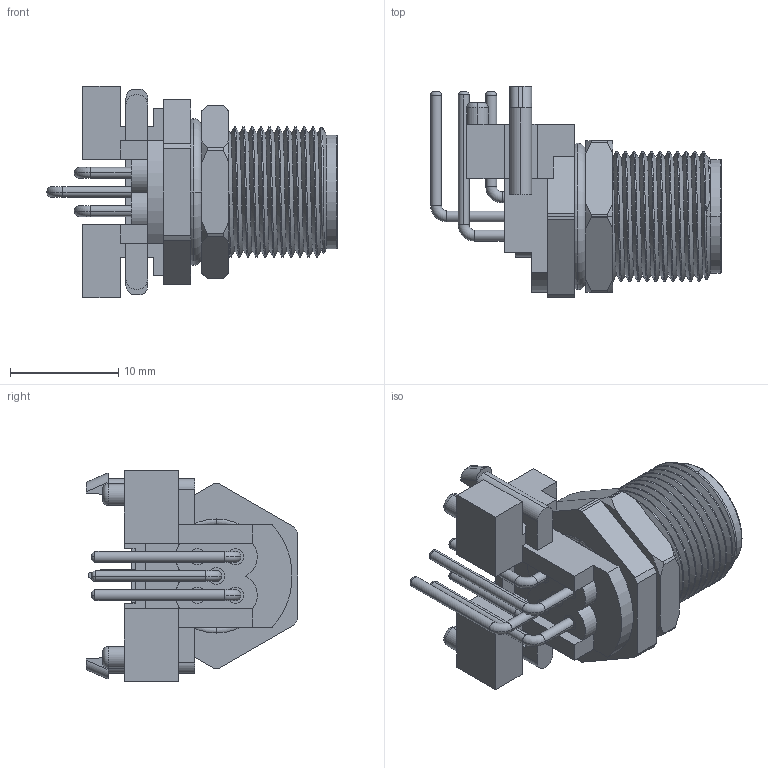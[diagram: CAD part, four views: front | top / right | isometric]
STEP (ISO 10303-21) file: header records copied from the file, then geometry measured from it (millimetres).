
FILE_DESCRIPTION (( 'STEP AP203' ), '1' );
FILE_NAME ('54-00250.STEP', '2020-10-15T16:52:50', ( '' ), ( '' ), 'SwSTEP 2.0', 'SolidWorks 2015', '' );
FILE_SCHEMA (( 'CONFIG_CONTROL_DESIGN' ));
Length unit declared in the file: millimetre
Products named in the file (10): 54-00250-01; 54-00250-07; 54-00250-12; 54-00250-13; 54-00250-03___; 54-00250-09; 54-00250; 54-00250-11; 54-00250-02___; 54-00250-08
Assembly tree (11 placements, depth 2):
  54-00250
    54-00250-01
    54-00250-02___
    54-00250-03___
    54-00250-07  x2
    54-00250-11
    54-00250-08  x2
    54-00250-09
    54-00250-12
    54-00250-13
Bounding box: 26.81 x 19.5 x 19.5 mm (x, y, z)
Volume: 2416.4 mm3; surface area: 5184.4 mm2
Topology: 11 solids, 11 shells, 489 faces, 1180 edges, 745 vertices
Faces by surface type: plane 198, cylinder 186, torus 76, cone 24, bspline 5
Entity records: 16549 total; most frequent: CARTESIAN_POINT 5327, DIRECTION 2186, ORIENTED_EDGE 2096, EDGE_CURVE 1048, AXIS2_PLACEMENT_3D 820, VERTEX_POINT 665, LINE 546, VECTOR 546
